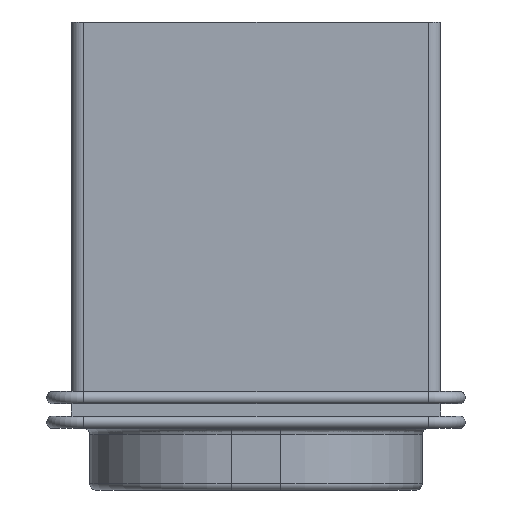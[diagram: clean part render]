
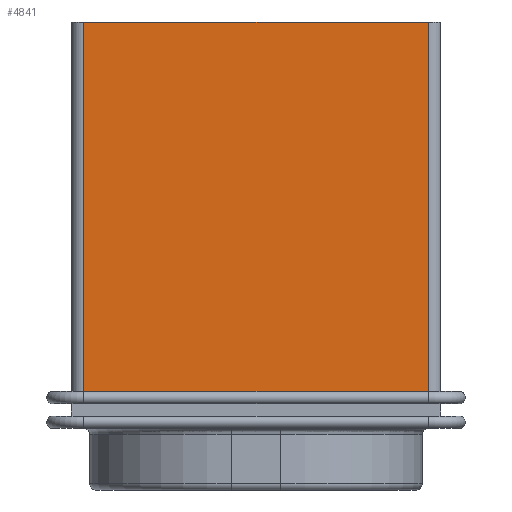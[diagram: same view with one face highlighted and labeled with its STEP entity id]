
A CAD part, left-side view. The second image highlights one B-rep face of the part: STEP entity #4841.
In plain terms, the highlighted planar face has unit normal (-1, 0, 0).
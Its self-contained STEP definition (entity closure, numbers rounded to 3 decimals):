
#105=PLANE($,#5192);
#237=FACE_OUTER_BOUND($,#543,.T.);
#543=EDGE_LOOP($,(#3308,#3309,#3310,#3311));
#895=LINE($,#7609,#1323);
#902=LINE($,#7624,#1330);
#903=LINE($,#7627,#1331);
#904=LINE($,#7628,#1332);
#1323=VECTOR($,#5924,30.);
#1330=VECTOR($,#5937,28.);
#1331=VECTOR($,#5940,30.);
#1332=VECTOR($,#5941,28.);
#2076=VERTEX_POINT($,#7605);
#2078=VERTEX_POINT($,#7608);
#2083=VERTEX_POINT($,#7622);
#2084=VERTEX_POINT($,#7626);
#2536=EDGE_CURVE($,#2078,#2076,#895,.T.);
#2545=EDGE_CURVE($,#2076,#2083,#902,.T.);
#2546=EDGE_CURVE($,#2083,#2084,#903,.T.);
#2547=EDGE_CURVE($,#2078,#2084,#904,.T.);
#3308=ORIENTED_EDGE($,*,*,#2536,.T.);
#3309=ORIENTED_EDGE($,*,*,#2545,.T.);
#3310=ORIENTED_EDGE($,*,*,#2546,.T.);
#3311=ORIENTED_EDGE($,*,*,#2547,.F.);
#4841=ADVANCED_FACE($,(#237),#105,.F.);
#5192=AXIS2_PLACEMENT_3D($,#7625,#5938,#5939);
#5924=DIRECTION($,(0.,0.,1.));
#5937=DIRECTION($,(0.,1.,0.));
#5938=DIRECTION('center_axis',(1.,0.,0.));
#5939=DIRECTION('ref_axis',(0.,1.,0.));
#5940=DIRECTION($,(0.,0.,-1.));
#5941=DIRECTION($,(0.,1.,0.));
#7605=CARTESIAN_POINT('',(-38.75,1.,33.));
#7608=CARTESIAN_POINT('',(-38.75,1.,3.));
#7609=CARTESIAN_POINT($,(-38.75,1.,0.));
#7622=CARTESIAN_POINT('',(-38.75,29.,33.));
#7624=CARTESIAN_POINT($,(-38.75,30.,33.));
#7625=CARTESIAN_POINT('Origin',(-38.75,0.,0.));
#7626=CARTESIAN_POINT('',(-38.75,29.,3.));
#7627=CARTESIAN_POINT($,(-38.75,29.,0.));
#7628=CARTESIAN_POINT($,(-38.75,16.,3.));
